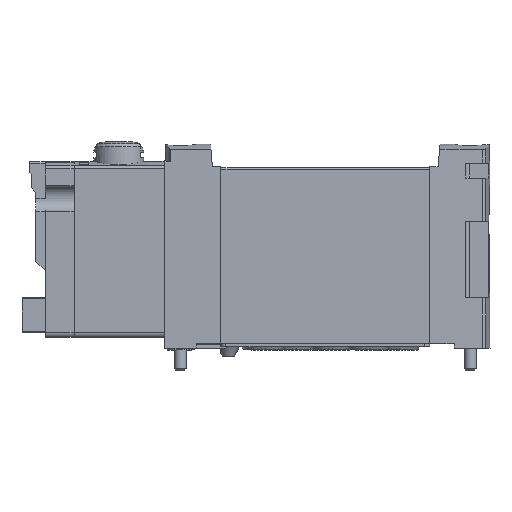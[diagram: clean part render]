
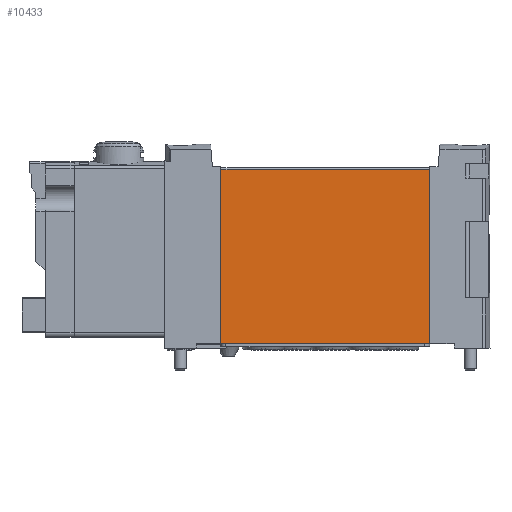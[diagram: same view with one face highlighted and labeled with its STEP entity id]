
A CAD part, top view. The second image highlights one B-rep face of the part: STEP entity #10433.
In plain terms, the highlighted planar face has unit normal (0, 0, 1).
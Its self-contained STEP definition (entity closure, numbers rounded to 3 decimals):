
#176=PLANE('',#11184);
#1081=LINE('',#15754,#2019);
#1127=LINE('',#15852,#2065);
#1151=LINE('',#15947,#2089);
#1153=LINE('',#15950,#2091);
#2019=VECTOR('',#12400,1000.);
#2065=VECTOR('',#12462,1000.);
#2089=VECTOR('',#12562,1000.);
#2091=VECTOR('',#12566,1000.);
#3186=ORIENTED_EDGE('',*,*,#6209,.T.);
#3187=ORIENTED_EDGE('',*,*,#6312,.F.);
#3188=ORIENTED_EDGE('',*,*,#6259,.F.);
#3189=ORIENTED_EDGE('',*,*,#6310,.T.);
#6209=EDGE_CURVE('',#7788,#7787,#1081,.T.);
#6259=EDGE_CURVE('',#7831,#7826,#1127,.T.);
#6310=EDGE_CURVE('',#7831,#7788,#1151,.T.);
#6312=EDGE_CURVE('',#7826,#7787,#1153,.T.);
#7787=VERTEX_POINT('',#15753);
#7788=VERTEX_POINT('',#15755);
#7826=VERTEX_POINT('',#15840);
#7831=VERTEX_POINT('',#15851);
#8883=EDGE_LOOP('',(#3186,#3187,#3188,#3189));
#9590=FACE_BOUND('',#8883,.T.);
#10433=ADVANCED_FACE('',(#9590),#176,.F.);
#11184=AXIS2_PLACEMENT_3D('',#15949,#12564,#12565);
#12400=DIRECTION('',(0.,-1.,0.));
#12462=DIRECTION('',(0.,-1.,0.));
#12562=DIRECTION('',(-1.,0.,0.));
#12564=DIRECTION('',(0.,0.,-1.));
#12565=DIRECTION('',(-1.,0.,0.));
#12566=DIRECTION('',(-1.,0.,0.));
#15753=CARTESIAN_POINT('',(-16.9,0.,5.1));
#15754=CARTESIAN_POINT('',(-16.9,28.15,5.1));
#15755=CARTESIAN_POINT('',(-16.9,28.15,5.1));
#15840=CARTESIAN_POINT('',(16.9,0.,5.1));
#15851=CARTESIAN_POINT('',(16.9,28.15,5.1));
#15852=CARTESIAN_POINT('',(16.9,28.15,5.1));
#15947=CARTESIAN_POINT('',(16.9,28.15,5.1));
#15949=CARTESIAN_POINT('',(16.9,28.15,5.1));
#15950=CARTESIAN_POINT('',(16.9,0.,5.1));
